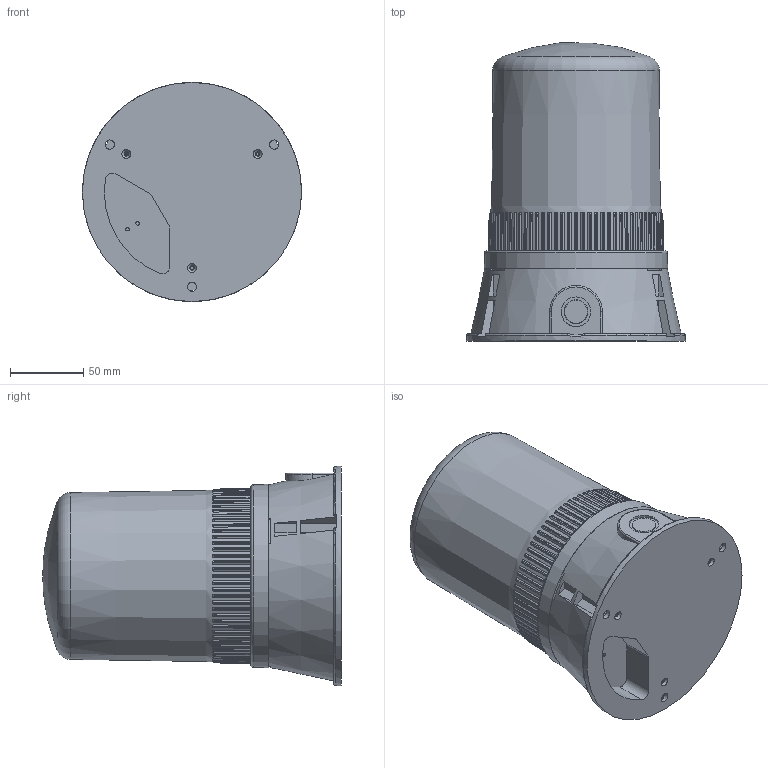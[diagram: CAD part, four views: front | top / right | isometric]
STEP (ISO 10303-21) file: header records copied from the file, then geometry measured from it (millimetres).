
FILE_DESCRIPTION (( 'STEP AP214' ), '1' );
FILE_NAME ('LED Rotator.STEP', '2024-01-04T21:14:42', ( '' ), ( '' ), 'SwSTEP 2.0', 'SolidWorks 2023', '' );
FILE_SCHEMA (( 'AUTOMOTIVE_DESIGN' ));
Length unit declared in the file: millimetre
Products named in the file (10): M00034; Rotator Mount, RevA_RGB8421504_2; MOF203(2); Free-Models_2; MOF203; 63202513_2; 400,401,500,501 Series lens; Board_2; Open CASCADE STEP translator 7.5 1.1.1_2; LED Rotator; 400,401,500,501 Series_400
Assembly tree (9 placements, depth 5):
  LED Rotator
    400,401,500,501 Series_400
    400,401,500,501 Series lens
    MOF203
      MOF203(2)
        Board_2
          Open CASCADE STEP translator 7.5 1.1.1_2
        Free-Models_2
          M00034; Rotator Mount, RevA_RGB8421504_2
          63202513_2
Bounding box: 150 x 204.38 x 150 mm (x, y, z)
Volume: 606896.2 mm3; surface area: 369251.4 mm2
Topology: 14 solids, 14 shells, 1922 faces, 5005 edges, 3018 vertices
Faces by surface type: plane 871, bspline 561, cylinder 211, cone 135, torus 84, sphere 60
Full cylindrical faces by diameter (mm): 1 x4, 1.092 x2, 1.1 x2, 1.118 x2, 1.3 x6, 2 x3, 2.4 x2, 3 x3, 3.05 x3, 3.3 x3, 6 x3, 6.3 x3, 20.3 x1, 110 x1, 112.5 x1, 116.1 x1, 116.5 x1, 150 x1
Entity records: 104970 total; most frequent: CARTESIAN_POINT 63651, ORIENTED_EDGE 9476, DIRECTION 6708, EDGE_CURVE 4738, VERTEX_POINT 2988, AXIS2_PLACEMENT_3D 2340, EDGE_LOOP 2202, LINE 2028
